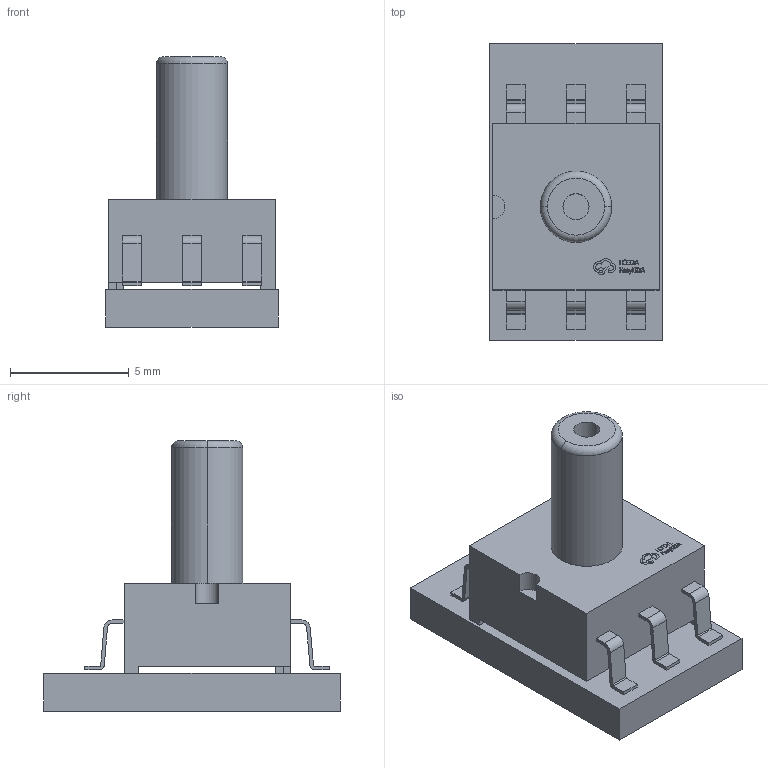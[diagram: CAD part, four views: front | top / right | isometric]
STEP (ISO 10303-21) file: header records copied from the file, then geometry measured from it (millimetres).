
FILE_DESCRIPTION(('Designed by EasyEDA Pro'),'2;1');
FILE_NAME('Open CASCADE Shape Model','2025-06-26T17:35:25',('Author'),( 'Open CASCADE'),'Open CASCADE STEP processor 7.8','Open CASCADE 7.8' ,'Unknown');
FILE_SCHEMA(('AUTOMOTIVE_DESIGN { 1 0 10303 214 1 1 1 1 }'));
Length unit declared in the file: millimetre
Products named in the file (8): EasyEDA PCB Model~FbMA; Board~FbMA; TopCopper~FbMA; BottomCopper~FbMA; TopFpcStiffener~FbMA; BottomFpcStiffener~FbMA; U2~SOP-6_L7.0-W7.0-P2.54-LS10.3-BL~SOP-6_
L7.0-W7.0-P2.54-LS10.3-BL~FbMA; SOP-6_L7.0-W7.0-P2.54-LS10.3-BL~SOP-6_L7.0-W7.0-P2.54-LS10.3-BL~FbMA
Assembly tree (7 placements, depth 3):
  EasyEDA PCB Model~FbMA
    Board~FbMA
    TopCopper~FbMA
    BottomCopper~FbMA
    TopFpcStiffener~FbMA
    BottomFpcStiffener~FbMA
    U2~SOP-6_L7.0-W7.0-P2.54-LS10.3-BL~SOP-6_
L7.0-W7.0-P2.54-LS10.3-BL~FbMA
      SOP-6_L7.0-W7.0-P2.54-LS10.3-BL~SOP-6_L7.0-W7.0-P2.54-LS10.3-BL~FbMA
Bounding box: 7.28 x 12.5 x 11.4 mm (x, y, z)
Volume: 318.1 mm3; surface area: 584.4 mm2
Topology: 15 solids, 15 shells, 402 faces, 1069 edges, 712 vertices
Faces by surface type: plane 259, bspline 112, cylinder 29, torus 2
Entity records: 16945 total; most frequent: CARTESIAN_POINT 4295, ORIENTED_EDGE 2138, DIRECTION 1499, EDGE_CURVE 1069, LINE 779, VECTOR 779, VERTEX_POINT 712, FACE_BOUND 429
